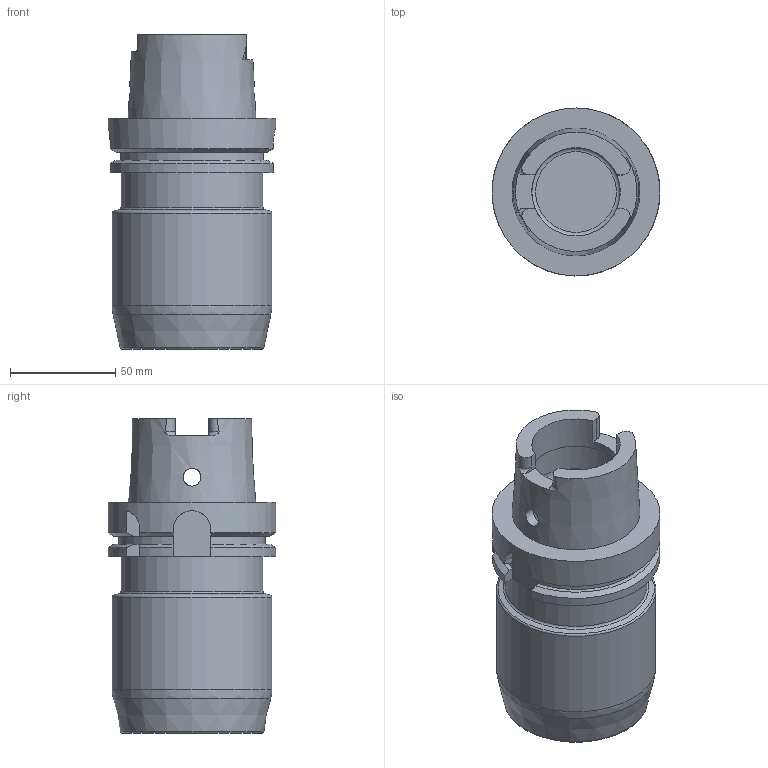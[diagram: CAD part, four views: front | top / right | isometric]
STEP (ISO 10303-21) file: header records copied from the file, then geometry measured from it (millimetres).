
FILE_DESCRIPTION(/* description */ (''),/* implementation_level */ '2;1');
FILE_NAME(/* name */ '1781_1_3d.stp',/* time_stamp */ '2021-11-19T09:13:30+01:00',/* author */ (''),/* organization */ ('SMS'),/* preprocessor_version */ 'ST-DEVELOPER v16.7',/* originating_system */ 'SIEMENS PLM Software NX 12.0',/* authorisation */ '');
FILE_SCHEMA (('AUTOMOTIVE_DESIGN { 1 0 10303 214 3 1 1 1 }'));
Length unit declared in the file: millimetre
Products named in the file (1): 1781_1_3D
Bounding box: 79.93 x 79.93 x 149.9 mm (x, y, z)
Volume: 496969.5 mm3; surface area: 52657.2 mm2
Topology: 1 solids, 1 shells, 75 faces, 216 edges, 142 vertices
Faces by surface type: plane 34, cylinder 22, cone 10, torus 8, bspline 1
Full cylindrical faces by diameter (mm): 8.5 x2, 42.05 x2, 50.08 x1, 67.5 x1, 76 x1, 79.93 x1
Entity records: 2643 total; most frequent: CARTESIAN_POINT 783, DIRECTION 371, ORIENTED_EDGE 370, EDGE_CURVE 185, AXIS2_PLACEMENT_3D 141, VERTEX_POINT 131, EDGE_LOOP 98, LINE 89
